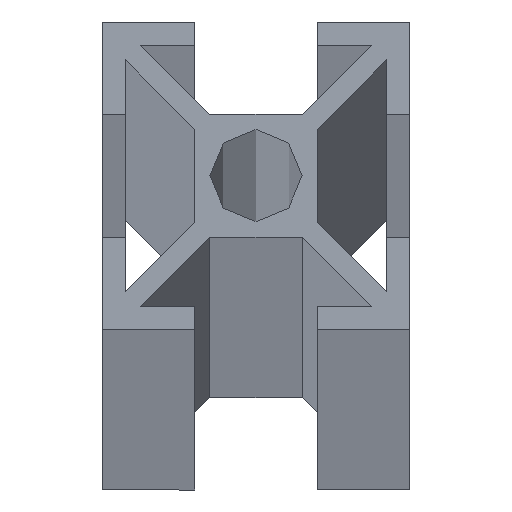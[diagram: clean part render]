
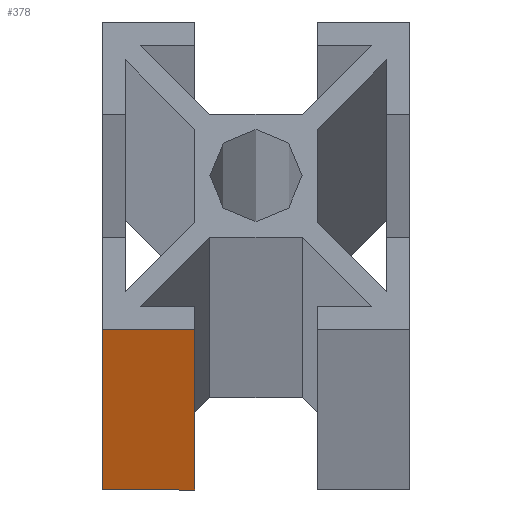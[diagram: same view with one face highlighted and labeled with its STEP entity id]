
A CAD part, top view. The second image highlights one B-rep face of the part: STEP entity #378.
In plain terms, the highlighted planar face has unit normal (0, -1, 0).
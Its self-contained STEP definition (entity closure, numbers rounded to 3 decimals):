
#13 = LINE ( 'NONE', #1239, #14 ) ;
#14 = VECTOR ( 'NONE', #1240, 1000. ) ;
#58 = LINE ( 'NONE', #1214, #59 ) ;
#59 = VECTOR ( 'NONE', #1297, 1000. ) ;
#168 = ORIENTED_EDGE ( 'NONE', *, *, #691, .T. ) ;
#169 = ORIENTED_EDGE ( 'NONE', *, *, #650, .F. ) ;
#170 = ORIENTED_EDGE ( 'NONE', *, *, #668, .F. ) ;
#171 = ORIENTED_EDGE ( 'NONE', *, *, #649, .T. ) ;
#309 = EDGE_LOOP ( 'NONE', ( #168, #169, #170, #171 ) ) ;
#378 = ADVANCED_FACE ( 'NONE', ( #407 ), #790, .F. ) ;
#407 = FACE_OUTER_BOUND ( 'NONE', #309, .T. ) ;
#520 = LINE ( 'NONE', #1321, #521 ) ;
#521 = VECTOR ( 'NONE', #1331, 1000. ) ;
#522 = LINE ( 'NONE', #1333, #523 ) ;
#523 = VECTOR ( 'NONE', #1306, 1000. ) ;
#566 = AXIS2_PLACEMENT_3D ( 'NONE', #755, #751, #772 ) ;
#649 = EDGE_CURVE ( 'NONE', #849, #832, #520, .T. ) ;
#650 = EDGE_CURVE ( 'NONE', #865, #760, #522, .T. ) ;
#668 = EDGE_CURVE ( 'NONE', #849, #865, #13, .T. ) ;
#691 = EDGE_CURVE ( 'NONE', #832, #760, #58, .T. ) ;
#751 = DIRECTION ( 'NONE',  ( 0., 1., 0. ) ) ;
#755 = CARTESIAN_POINT ( 'NONE',  ( 0., 0., 6000. ) ) ;
#760 = VERTEX_POINT ( 'NONE', #978 ) ;
#772 = DIRECTION ( 'NONE',  ( -1., 0., 0. ) ) ;
#790 = PLANE ( 'NONE',  #566 ) ;
#832 = VERTEX_POINT ( 'NONE', #934 ) ;
#849 = VERTEX_POINT ( 'NONE', #1014 ) ;
#865 = VERTEX_POINT ( 'NONE', #957 ) ;
#934 = CARTESIAN_POINT ( 'NONE',  ( 0., 0., 0. ) ) ;
#957 = CARTESIAN_POINT ( 'NONE',  ( 6., 0., 6000. ) ) ;
#978 = CARTESIAN_POINT ( 'NONE',  ( 6., 0., 0. ) ) ;
#1014 = CARTESIAN_POINT ( 'NONE',  ( 0., 0., 6000. ) ) ;
#1214 = CARTESIAN_POINT ( 'NONE',  ( 0., 0., 0. ) ) ;
#1239 = CARTESIAN_POINT ( 'NONE',  ( 0., 0., 6000. ) ) ;
#1240 = DIRECTION ( 'NONE',  ( 1., 0., 0. ) ) ;
#1297 = DIRECTION ( 'NONE',  ( 1., 0., 0. ) ) ;
#1306 = DIRECTION ( 'NONE',  ( 0., 0., -1. ) ) ;
#1321 = CARTESIAN_POINT ( 'NONE',  ( 0., 0., 6000. ) ) ;
#1331 = DIRECTION ( 'NONE',  ( 0., 0., -1. ) ) ;
#1333 = CARTESIAN_POINT ( 'NONE',  ( 6., 0., 6000. ) ) ;
